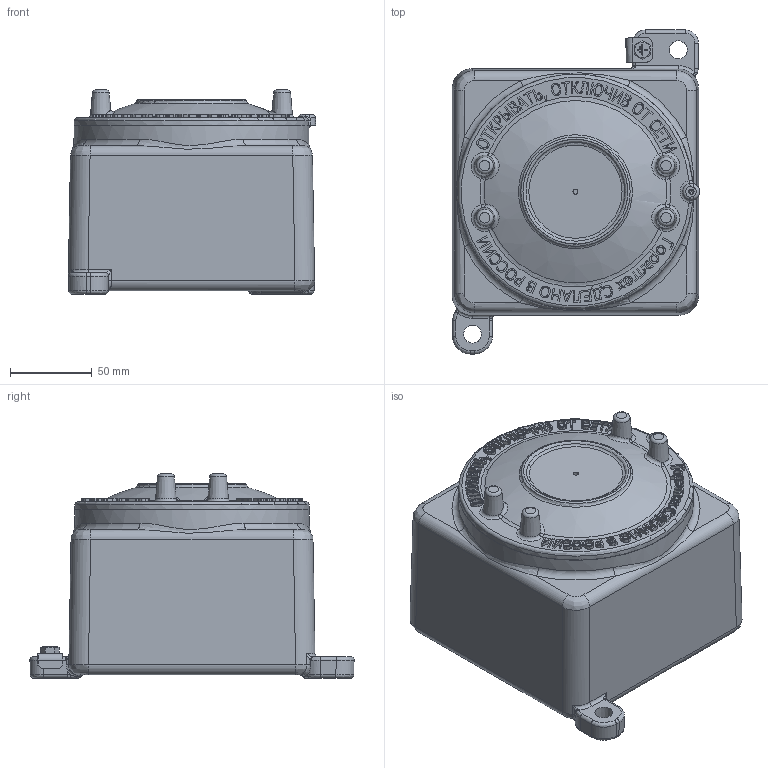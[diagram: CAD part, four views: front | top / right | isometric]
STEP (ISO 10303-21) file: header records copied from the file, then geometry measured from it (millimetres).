
FILE_DESCRIPTION((''),'2;1');
FILE_NAME('ЩОРВА151512.stp','2019-05-17T13:42:25',('L.A.Ronzhin'),(''),'Autodesk Inventor 2012','Autodesk Inventor 2012','');
FILE_SCHEMA(('CONFIG_CONTROL_DESIGN'));
Length unit declared in the file: millimetre
Products named in the file (1): ЩОРВА151512
Bounding box: 151.48 x 198.38 x 125 mm (x, y, z)
Volume: 2334943.3 mm3; surface area: 111312.5 mm2
Topology: 1 solids, 1 shells, 941 faces, 2487 edges, 1617 vertices
Faces by surface type: plane 477, bspline 374, cylinder 54, torus 23, cone 13
Full cylindrical faces by diameter (mm): 3 x1, 3.2 x1, 4.917 x1, 7.9 x1
Entity records: 34029 total; most frequent: CARTESIAN_POINT 12232, ORIENTED_EDGE 4896, DIRECTION 3144, EDGE_CURVE 2448, VERTEX_POINT 1605, VECTOR 1482, LINE 1482, EDGE_LOOP 1041
